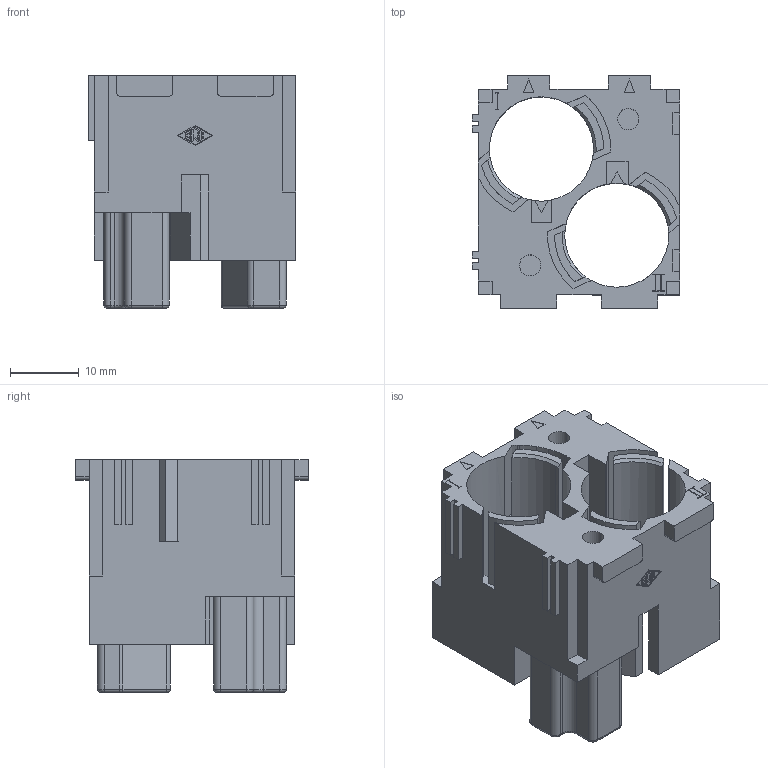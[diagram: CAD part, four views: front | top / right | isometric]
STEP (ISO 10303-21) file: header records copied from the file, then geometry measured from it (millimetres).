
FILE_DESCRIPTION(('Creo Elements/Direct Modeling STEP Export'),'2;1');
FILE_NAME('CX 02 BF.stp','2011-09-26T11:27:54',(''),(''),'Creo Elements/Direct Modeling STEP processor for AP214 (Solid Model)','Creo Elements/Direct Modeling 17.0C 05-Feb-2011 (C) Parametric Technology GmbH','');
FILE_SCHEMA(('AUTOMOTIVE_DESIGN { 1 0 10303 214 1 1 1 1 }'));
Length unit declared in the file: millimetre
Products named in the file (2): CX_02_BF
Assembly tree (1 placements, depth 2):
  CX_02_BF
    CX_02_BF
Bounding box: 30.3 x 34 x 34 mm (x, y, z)
Volume: 12262.3 mm3; surface area: 9843.3 mm2
Topology: 1 solids, 1 shells, 339 faces, 941 edges, 618 vertices
Faces by surface type: plane 248, cylinder 64, torus 14, extrusion 9, cone 4
Entity records: 12649 total; most frequent: CARTESIAN_POINT 2195, ORIENTED_EDGE 1882, DIRECTION 1682, EDGE_CURVE 941, VECTOR 742, LINE 733, VERTEX_POINT 618, AXIS2_PLACEMENT_3D 470
